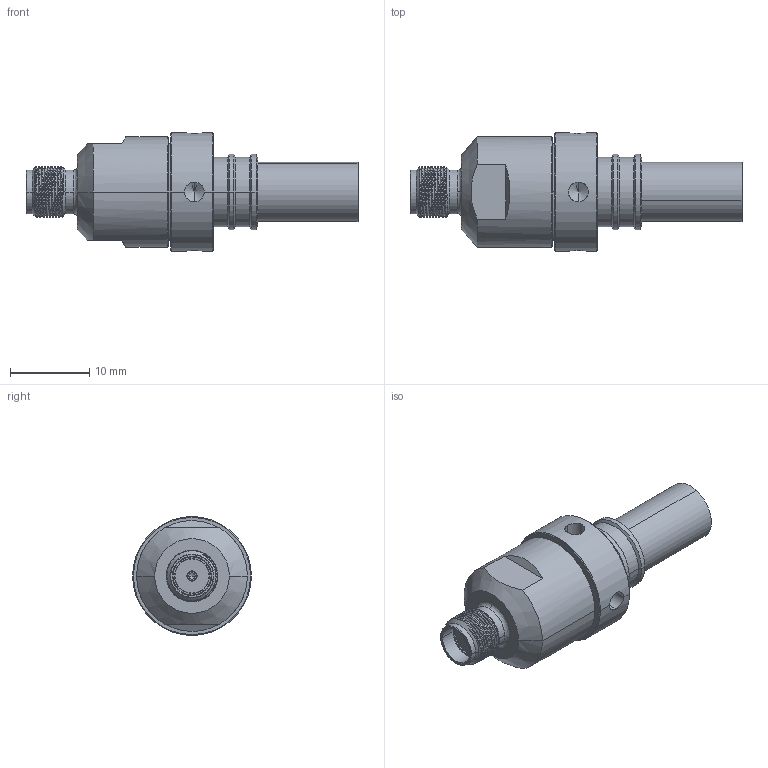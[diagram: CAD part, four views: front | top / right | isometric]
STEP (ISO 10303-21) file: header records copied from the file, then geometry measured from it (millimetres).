
FILE_DESCRIPTION (( 'STEP AP214' ), '1' );
FILE_NAME ('3190-8008(EZ-240-SF-X)_SD.STEP', '2020-09-04T02:17:00', ( '' ), ( '' ), 'SwSTEP 2.0', 'SolidWorks 2018', '' );
FILE_SCHEMA (( 'AUTOMOTIVE_DESIGN' ));
Length unit declared in the file: millimetre
Products named in the file (4): 3192-6057_SD; SD^3192-6057; 3190-8008(EZ-240-SF-X)_SD; 3192-6086_SD
Assembly tree (3 placements, depth 3):
  3190-8008(EZ-240-SF-X)_SD
    3192-6057_SD
      SD^3192-6057
    3192-6086_SD
Bounding box: 42 x 15 x 15 mm (x, y, z)
Volume: 3436.4 mm3; surface area: 2626.3 mm2
Topology: 3 solids, 3 shells, 142 faces, 380 edges, 246 vertices
Faces by surface type: cylinder 58, cone 45, plane 29, bspline 8, torus 2
Entity records: 7778 total; most frequent: CARTESIAN_POINT 3549, ORIENTED_EDGE 740, DIRECTION 590, EDGE_CURVE 370, VERTEX_POINT 246, AXIS2_PLACEMENT_3D 238, B_SPLINE_CURVE_WITH_KNOTS 157, EDGE_LOOP 156
